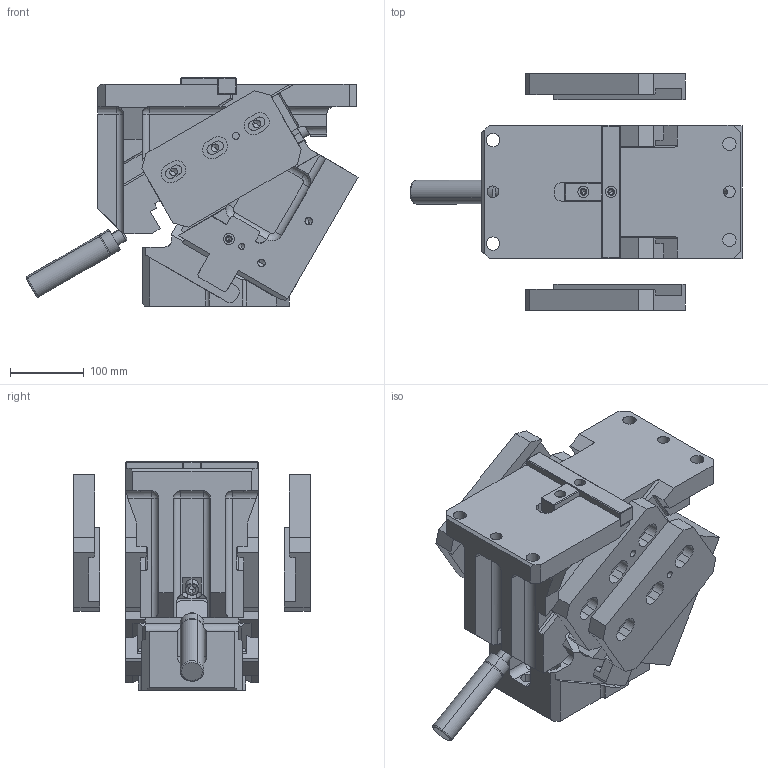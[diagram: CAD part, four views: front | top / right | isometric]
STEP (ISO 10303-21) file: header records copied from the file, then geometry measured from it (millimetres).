
FILE_DESCRIPTION(('CATIA V5 STEP Exchange','CAx-IF Rec.Pracs.--- Model Styling and Organization---1.4--- 2014-01-23'),'2;1');
FILE_NAME('KS_OT_0180_30__IND_11__23466__SCHIEBERADAPTER_PART__2022_03_09__WOLF.stp','2022-03-09T14:54:23+00:00',('none'),('none'),'CATIA Version 5-6 Release 2019 SP3 HF8','CATIA V5 STEP AP203 WITH EXTENSIONS v1','none');
FILE_SCHEMA(('CONFIG_CONTROL_DESIGN','SHAPE_APPEARANCE_LAYER_MIM'));
Length unit declared in the file: millimetre
Products named in the file (1): KS_OT_0180_30__IND_11__23466__SCHIEBERADAPTER_PART__2022_03_09__WOLF
Bounding box: 449.36 x 320 x 309 mm (x, y, z)
Volume: 11966439.8 mm3; surface area: 1055460.9 mm2
Topology: 7 solids, 8 shells, 1063 faces, 2782 edges, 1746 vertices
Faces by surface type: plane 505, cylinder 425, cone 72, revolution 22, sphere 21, torus 18
Entity records: 31556 total; most frequent: CARTESIAN_POINT 7368, ORIENTED_EDGE 5392, DIRECTION 4017, EDGE_CURVE 2696, VERTEX_POINT 1742, VECTOR 1640, LINE 1640, AXIS2_PLACEMENT_3D 1591
